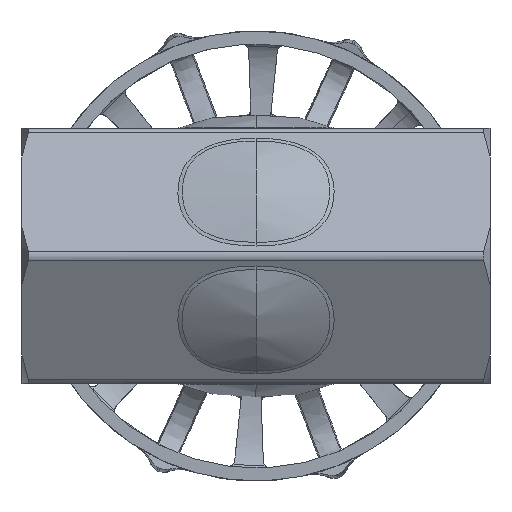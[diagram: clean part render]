
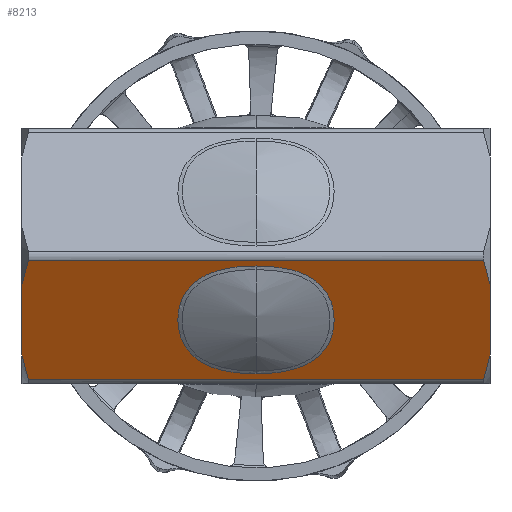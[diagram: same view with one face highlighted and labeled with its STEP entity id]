
A CAD part, front view. The second image highlights one B-rep face of the part: STEP entity #8213.
In plain terms, the highlighted planar face has unit normal (0, -0.866, -0.5).
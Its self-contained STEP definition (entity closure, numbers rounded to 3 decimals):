
#57=(
BOUNDED_CURVE()
B_SPLINE_CURVE(2,(#22877,#22878,#22879),.UNSPECIFIED.,.F.,.F.)
B_SPLINE_CURVE_WITH_KNOTS((3,3),(0.114,0.759),
 .UNSPECIFIED.)
CURVE()
GEOMETRIC_REPRESENTATION_ITEM()
RATIONAL_B_SPLINE_CURVE((1.002,1.006,1.))
REPRESENTATION_ITEM('')
);
#61=(
BOUNDED_CURVE()
B_SPLINE_CURVE(2,(#22953,#22954,#22955),.UNSPECIFIED.,.F.,.F.)
B_SPLINE_CURVE_WITH_KNOTS((3,3),(0.,0.646),.UNSPECIFIED.)
CURVE()
GEOMETRIC_REPRESENTATION_ITEM()
RATIONAL_B_SPLINE_CURVE((1.,1.006,1.002))
REPRESENTATION_ITEM('')
);
#64=(
BOUNDED_CURVE()
B_SPLINE_CURVE(2,(#23202,#23203,#23204),.UNSPECIFIED.,.F.,.F.)
B_SPLINE_CURVE_WITH_KNOTS((3,3),(0.,0.646),.UNSPECIFIED.)
CURVE()
GEOMETRIC_REPRESENTATION_ITEM()
RATIONAL_B_SPLINE_CURVE((1.,1.006,1.002))
REPRESENTATION_ITEM('')
);
#65=(
BOUNDED_CURVE()
B_SPLINE_CURVE(2,(#23207,#23208,#23209),.UNSPECIFIED.,.F.,.F.)
B_SPLINE_CURVE_WITH_KNOTS((3,3),(0.114,0.759),
 .UNSPECIFIED.)
CURVE()
GEOMETRIC_REPRESENTATION_ITEM()
RATIONAL_B_SPLINE_CURVE((1.002,1.006,1.))
REPRESENTATION_ITEM('')
);
#808=B_SPLINE_CURVE_WITH_KNOTS('',3,(#23057,#23058,#23059,#23060,#23061,
#23062,#23063,#23064,#23065,#23066,#23067,#23068,#23069,#23070),
 .UNSPECIFIED.,.F.,.F.,(4,1,1,1,1,1,1,1,1,1,1,4),(-5.046,-4.325,
-3.964,-3.604,-3.244,-2.883,
-2.162,-1.802,-1.442,-0.721,
-0.36,0.),.UNSPECIFIED.);
#810=B_SPLINE_CURVE_WITH_KNOTS('',3,(#23143,#23144,#23145,#23146,#23147,
#23148,#23149,#23150,#23151,#23152,#23153,#23154,#23155,#23156),
 .UNSPECIFIED.,.F.,.F.,(4,1,1,1,1,1,1,1,1,1,1,4),(-5.046,-4.325,
-3.964,-3.604,-3.244,-2.883,
-2.162,-1.802,-1.442,-0.721,
-0.36,0.),.UNSPECIFIED.);
#999=FACE_BOUND('',#2581,.T.);
#1125=PLANE('',#8889);
#1382=LINE('',#22869,#1650);
#1385=LINE('',#22933,#1653);
#1389=LINE('',#23201,#1657);
#1390=LINE('',#23206,#1658);
#1650=VECTOR('',#10201,10.);
#1653=VECTOR('',#10212,10.);
#1657=VECTOR('',#10230,10.);
#1658=VECTOR('',#10231,10.);
#2125=FACE_OUTER_BOUND('',#2580,.T.);
#2580=EDGE_LOOP('',(#7196,#7197,#7198,#7199,#7200,#7201,#7202,#7203));
#2581=EDGE_LOOP('',(#7204,#7205));
#3636=VERTEX_POINT('',#22844);
#3639=VERTEX_POINT('',#22858);
#3641=VERTEX_POINT('',#22875);
#3647=VERTEX_POINT('',#22921);
#3648=VERTEX_POINT('',#22932);
#3651=VERTEX_POINT('',#22951);
#3657=VERTEX_POINT('',#23054);
#3658=VERTEX_POINT('',#23056);
#3660=VERTEX_POINT('',#23200);
#3661=VERTEX_POINT('',#23205);
#4828=EDGE_CURVE('',#3639,#3636,#1382,.T.);
#4831=EDGE_CURVE('',#3639,#3641,#57,.T.);
#4839=EDGE_CURVE('',#3647,#3648,#1385,.T.);
#4844=EDGE_CURVE('',#3651,#3647,#61,.T.);
#4852=EDGE_CURVE('',#3657,#3658,#808,.T.);
#4855=EDGE_CURVE('',#3658,#3657,#810,.T.);
#4858=EDGE_CURVE('',#3641,#3660,#1389,.T.);
#4859=EDGE_CURVE('',#3660,#3648,#64,.T.);
#4860=EDGE_CURVE('',#3661,#3651,#1390,.T.);
#4861=EDGE_CURVE('',#3636,#3661,#65,.T.);
#7196=ORIENTED_EDGE('',*,*,#4828,.F.);
#7197=ORIENTED_EDGE('',*,*,#4831,.T.);
#7198=ORIENTED_EDGE('',*,*,#4858,.T.);
#7199=ORIENTED_EDGE('',*,*,#4859,.T.);
#7200=ORIENTED_EDGE('',*,*,#4839,.F.);
#7201=ORIENTED_EDGE('',*,*,#4844,.F.);
#7202=ORIENTED_EDGE('',*,*,#4860,.F.);
#7203=ORIENTED_EDGE('',*,*,#4861,.F.);
#7204=ORIENTED_EDGE('',*,*,#4852,.F.);
#7205=ORIENTED_EDGE('',*,*,#4855,.F.);
#8213=ADVANCED_FACE('',(#2125,#999),#1125,.T.);
#8889=AXIS2_PLACEMENT_3D('',#23199,#10228,#10229);
#10201=DIRECTION('',(1.,0.,0.));
#10212=DIRECTION('',(-1.,0.,0.));
#10228=DIRECTION('center_axis',(0.,-0.866,-0.5));
#10229=DIRECTION('ref_axis',(0.,0.5,-0.866));
#10230=DIRECTION('',(0.,0.5,-0.866));
#10231=DIRECTION('',(0.,0.5,-0.866));
#22844=CARTESIAN_POINT('',(102.592,-32.216,-1.));
#22858=CARTESIAN_POINT('',(1.408,-32.216,-1.));
#22869=CARTESIAN_POINT('',(0.,-32.216,-1.));
#22875=CARTESIAN_POINT('',(0.,-29.098,-6.401));
#22877=CARTESIAN_POINT('Ctrl Pts',(1.408,-32.216,-1.));
#22878=CARTESIAN_POINT('Ctrl Pts',(0.523,-30.596,
-3.807));
#22879=CARTESIAN_POINT('Ctrl Pts',(0.,-29.098,
-6.401));
#22921=CARTESIAN_POINT('',(102.592,-16.974,-27.4));
#22932=CARTESIAN_POINT('',(1.408,-16.974,-27.4));
#22933=CARTESIAN_POINT('',(0.,-16.974,-27.4));
#22951=CARTESIAN_POINT('',(104.,-20.093,-21.999));
#22953=CARTESIAN_POINT('Ctrl Pts',(104.,-20.093,-21.999));
#22954=CARTESIAN_POINT('Ctrl Pts',(103.477,-18.595,-24.593));
#22955=CARTESIAN_POINT('Ctrl Pts',(102.592,-16.974,-27.4));
#23054=CARTESIAN_POINT('',(52.,-31.512,-2.219));
#23056=CARTESIAN_POINT('',(52.,-17.678,-26.181));
#23057=CARTESIAN_POINT('Ctrl Pts',(52.,-31.512,-2.219));
#23058=CARTESIAN_POINT('Ctrl Pts',(49.597,-31.512,-2.219));
#23059=CARTESIAN_POINT('Ctrl Pts',(45.978,-31.358,-2.486));
#23060=CARTESIAN_POINT('Ctrl Pts',(41.413,-30.562,-3.866));
#23061=CARTESIAN_POINT('Ctrl Pts',(38.382,-29.552,-5.614));
#23062=CARTESIAN_POINT('Ctrl Pts',(36.14,-28.107,-8.118));
#23063=CARTESIAN_POINT('Ctrl Pts',(34.495,-25.827,-12.066));
#23064=CARTESIAN_POINT('Ctrl Pts',(34.507,-23.362,-16.336));
#23065=CARTESIAN_POINT('Ctrl Pts',(36.138,-21.084,-20.281));
#23066=CARTESIAN_POINT('Ctrl Pts',(39.138,-19.151,-23.63));
#23067=CARTESIAN_POINT('Ctrl Pts',(43.664,-18.121,-25.414));
#23068=CARTESIAN_POINT('Ctrl Pts',(48.396,-17.734,-26.083));
#23069=CARTESIAN_POINT('Ctrl Pts',(50.799,-17.678,-26.181));
#23070=CARTESIAN_POINT('Ctrl Pts',(52.,-17.678,-26.181));
#23143=CARTESIAN_POINT('Ctrl Pts',(52.,-17.678,-26.181));
#23144=CARTESIAN_POINT('Ctrl Pts',(54.403,-17.678,-26.181));
#23145=CARTESIAN_POINT('Ctrl Pts',(58.022,-17.832,-25.914));
#23146=CARTESIAN_POINT('Ctrl Pts',(62.587,-18.629,-24.534));
#23147=CARTESIAN_POINT('Ctrl Pts',(65.618,-19.638,-22.786));
#23148=CARTESIAN_POINT('Ctrl Pts',(67.86,-21.083,-20.282));
#23149=CARTESIAN_POINT('Ctrl Pts',(69.505,-23.363,-16.334));
#23150=CARTESIAN_POINT('Ctrl Pts',(69.493,-25.828,-12.064));
#23151=CARTESIAN_POINT('Ctrl Pts',(67.862,-28.106,-8.119));
#23152=CARTESIAN_POINT('Ctrl Pts',(64.863,-30.039,-4.77));
#23153=CARTESIAN_POINT('Ctrl Pts',(60.336,-31.069,-2.986));
#23154=CARTESIAN_POINT('Ctrl Pts',(55.604,-31.456,-2.317));
#23155=CARTESIAN_POINT('Ctrl Pts',(53.201,-31.512,-2.219));
#23156=CARTESIAN_POINT('Ctrl Pts',(52.,-31.512,-2.219));
#23199=CARTESIAN_POINT('Origin',(0.,-32.793,0.));
#23200=CARTESIAN_POINT('',(0.,-20.093,-21.999));
#23201=CARTESIAN_POINT('',(0.,-32.793,0.));
#23202=CARTESIAN_POINT('Ctrl Pts',(0.,-20.093,
-21.999));
#23203=CARTESIAN_POINT('Ctrl Pts',(0.523,-18.595,
-24.593));
#23204=CARTESIAN_POINT('Ctrl Pts',(1.408,-16.974,-27.4));
#23205=CARTESIAN_POINT('',(104.,-29.098,-6.401));
#23206=CARTESIAN_POINT('',(104.,-32.793,0.));
#23207=CARTESIAN_POINT('Ctrl Pts',(102.592,-32.216,-1.));
#23208=CARTESIAN_POINT('Ctrl Pts',(103.477,-30.596,-3.807));
#23209=CARTESIAN_POINT('Ctrl Pts',(104.,-29.098,-6.401));
